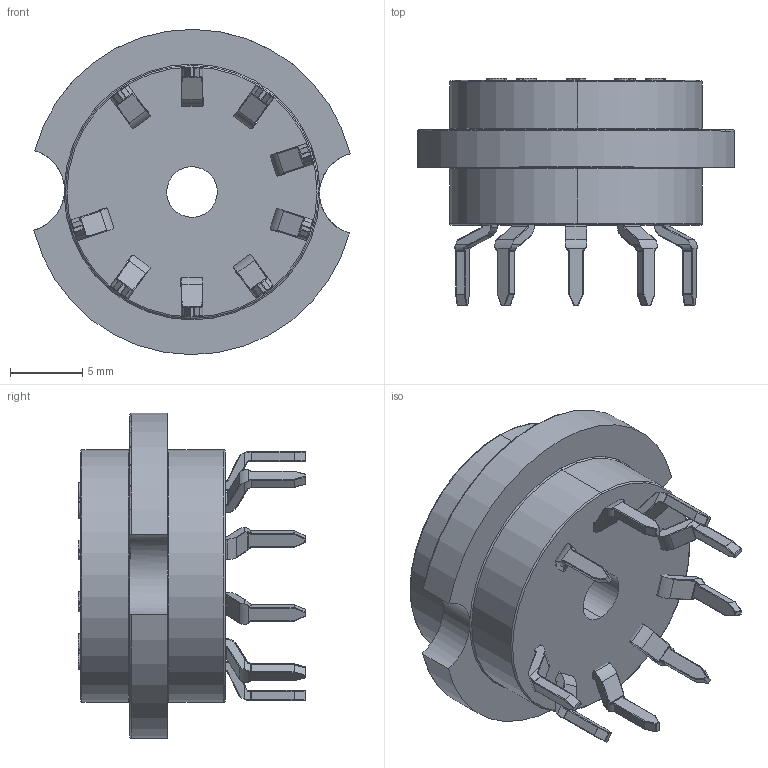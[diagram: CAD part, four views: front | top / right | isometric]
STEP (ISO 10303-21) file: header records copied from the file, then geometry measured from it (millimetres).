
FILE_DESCRIPTION(('FreeCAD Model'),'2;1');
FILE_NAME('GZC9-A.step','2020-09-26T23:18:01',( 'Author'),(''),'Open CASCADE STEP processor 7.2','FreeCAD','Unknown' );
FILE_SCHEMA(('AUTOMOTIVE_DESIGN { 1 0 10303 214 1 1 1 1 }'));
Length unit declared in the file: millimetre
Products named in the file (13): assembly_socket_9_pin_vacuum_valve_12ax7_STEP_2; socket_base; pino_montado_do_secket; parte_do_terminal_superior008; terminais_socket_9_pin008; pino_montado_do_secket001; pino_montado_do_secket002; pino_montado_do_secket003; pino_montado_do_secket004; pino_montado_do_secket005; pino_montado_do_secket006; pino_montado_do_secket007; pino_montado_do_secket008
Assembly tree (28 placements, depth 3):
  assembly_socket_9_pin_vacuum_valve_12ax7_STEP_2
    socket_base
    pino_montado_do_secket
      parte_do_terminal_superior008
      terminais_socket_9_pin008
    pino_montado_do_secket001
      parte_do_terminal_superior008
      terminais_socket_9_pin008
    pino_montado_do_secket002
      parte_do_terminal_superior008
      terminais_socket_9_pin008
    pino_montado_do_secket003
      parte_do_terminal_superior008
      terminais_socket_9_pin008
    pino_montado_do_secket004
      parte_do_terminal_superior008
      terminais_socket_9_pin008
    pino_montado_do_secket005
      parte_do_terminal_superior008
      terminais_socket_9_pin008
    pino_montado_do_secket006
      parte_do_terminal_superior008
      terminais_socket_9_pin008
    pino_montado_do_secket007
      parte_do_terminal_superior008
      terminais_socket_9_pin008
    pino_montado_do_secket008
      parte_do_terminal_superior008
      terminais_socket_9_pin008
Bounding box: 21.87 x 15.73 x 22.5 mm (x, y, z)
Volume: 2543.7 mm3; surface area: 2637.1 mm2
Topology: 19 solids, 19 shells, 953 faces, 2300 edges, 1314 vertices
Faces by surface type: cylinder 467, plane 241, sphere 90, torus 81, bspline 54, cone 20
Entity records: 18409 total; most frequent: CARTESIAN_POINT 7129, DIRECTION 2088, LINE 1125, VECTOR 1125, ORIENTED_EDGE 1108, PCURVE 1108, DEFINITIONAL_REPRESENTATION 1108, EDGE_CURVE 554
